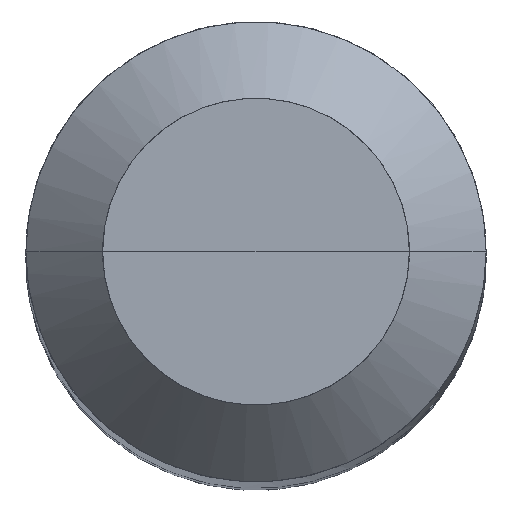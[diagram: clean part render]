
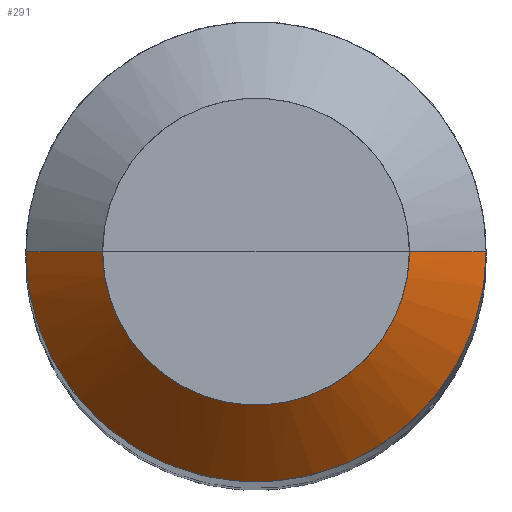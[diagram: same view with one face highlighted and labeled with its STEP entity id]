
A CAD part, top view. The second image highlights one B-rep face of the part: STEP entity #291.
In plain terms, the highlighted free-form (B-spline) face has degree [1, 2] with [2, 5] control points.
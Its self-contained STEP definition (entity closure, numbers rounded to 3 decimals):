
#71=CARTESIAN_POINT('',(-3.,0.,47.));
#72=CARTESIAN_POINT('',(-3.,-3.,47.));
#73=CARTESIAN_POINT('',(0.,-3.,47.));
#74=CARTESIAN_POINT('',(3.,-3.,47.));
#75=CARTESIAN_POINT('',(3.,0.,47.));
#76=CARTESIAN_POINT('',(-2.,0.,48.));
#77=CARTESIAN_POINT('',(-2.,-2.,48.));
#78=CARTESIAN_POINT('',(0.,-2.,48.));
#79=CARTESIAN_POINT('',(2.,-2.,48.));
#80=CARTESIAN_POINT('',(2.,0.,48.));
#272=(
BOUNDED_SURFACE()
B_SPLINE_SURFACE(1,2,(
(#71,#72,#73,#74,#75),
(#76,#77,#78,#79,#80)
), .UNSPECIFIED.,.F.,.F.,.F.)
B_SPLINE_SURFACE_WITH_KNOTS((2,2),(3,2,3),(
0.,1.),(
0.,0.5,1.), .UNSPECIFIED.)
GEOMETRIC_REPRESENTATION_ITEM()
RATIONAL_B_SPLINE_SURFACE(((1.,0.707,1.,0.707,1.),
(1.,0.707,1.,0.707,1.)
))
REPRESENTATION_ITEM('')
SURFACE()
);
#273=(
BOUNDED_CURVE()
B_SPLINE_CURVE(2,(#75,#74,#73,#72,#71),.UNSPECIFIED.,.F.,.F.)
B_SPLINE_CURVE_WITH_KNOTS((3,2,3),
(0.,0.5,1.),.UNSPECIFIED.)
CURVE()
GEOMETRIC_REPRESENTATION_ITEM()
RATIONAL_B_SPLINE_CURVE((1.,0.707,1.,0.707,1.))
REPRESENTATION_ITEM('')
);
#274=(
BOUNDED_CURVE()
B_SPLINE_CURVE(1,(#71,#76),.UNSPECIFIED.,.F.,.F.)
B_SPLINE_CURVE_WITH_KNOTS((2,2),
(0.,1.),.UNSPECIFIED.)
CURVE()
GEOMETRIC_REPRESENTATION_ITEM()
RATIONAL_B_SPLINE_CURVE((1.,1.))
REPRESENTATION_ITEM('')
);
#275=(
BOUNDED_CURVE()
B_SPLINE_CURVE(2,(#76,#77,#78,#79,#80),.UNSPECIFIED.,.F.,.F.)
B_SPLINE_CURVE_WITH_KNOTS((3,2,3),
(0.,0.5,1.),.UNSPECIFIED.)
CURVE()
GEOMETRIC_REPRESENTATION_ITEM()
RATIONAL_B_SPLINE_CURVE((1.,0.707,1.,0.707,1.))
REPRESENTATION_ITEM('')
);
#276=(
BOUNDED_CURVE()
B_SPLINE_CURVE(1,(#80,#75),.UNSPECIFIED.,.F.,.F.)
B_SPLINE_CURVE_WITH_KNOTS((2,2),
(0.,1.),.UNSPECIFIED.)
CURVE()
GEOMETRIC_REPRESENTATION_ITEM()
RATIONAL_B_SPLINE_CURVE((1.,1.))
REPRESENTATION_ITEM('')
);
#277=VERTEX_POINT('',#71);
#278=VERTEX_POINT('',#75);
#279=VERTEX_POINT('',#76);
#280=VERTEX_POINT('',#80);
#281=EDGE_CURVE('',#278,#277,#273,.T.);
#282=EDGE_CURVE('',#277,#279,#274,.T.);
#283=EDGE_CURVE('',#279,#280,#275,.T.);
#284=EDGE_CURVE('',#280,#278,#276,.T.);
#285=ORIENTED_EDGE('',*,*,#281,.T.);
#286=ORIENTED_EDGE('',*,*,#282,.T.);
#287=ORIENTED_EDGE('',*,*,#283,.T.);
#288=ORIENTED_EDGE('',*,*,#284,.T.);
#289=EDGE_LOOP('',(#285,#286,#287,#288));
#290=FACE_OUTER_BOUND('',#289,.T.);
#291=ADVANCED_FACE('',(#290),#272,.T.);
